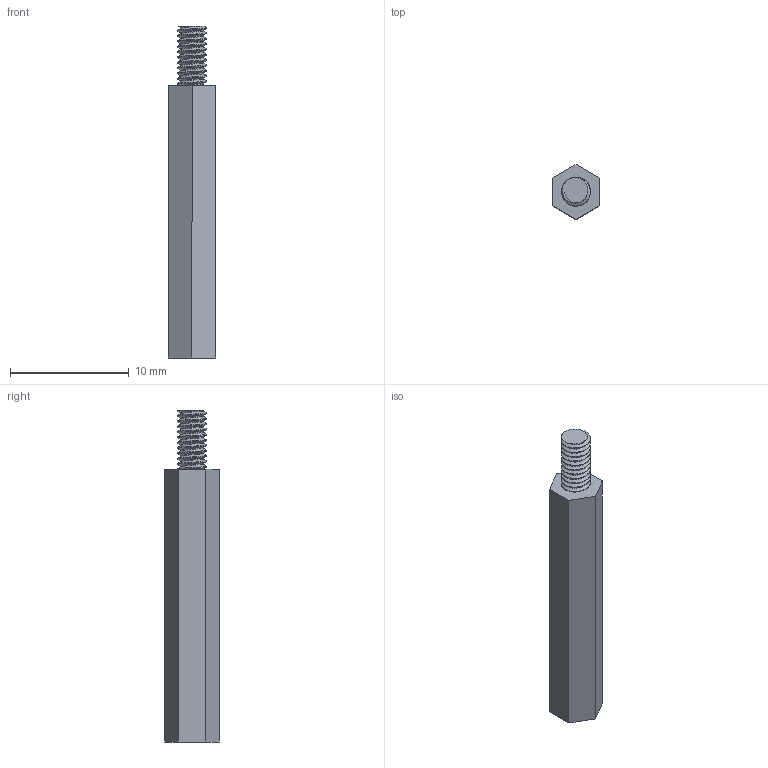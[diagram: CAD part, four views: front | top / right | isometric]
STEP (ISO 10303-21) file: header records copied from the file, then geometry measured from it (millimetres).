
FILE_DESCRIPTION(/* description */ ('','CAx-IF Rec.Pracs.---Representation and Presentation of Product Manufacturing Information (PMI)---4.0---2014-10-13'),/* implementation_level */ '2;1');
FILE_NAME(/* name */ 'Distanzhalter M2.5 x 23 mm.step',/* time_stamp */ '2025-03-07T10:20:49+01:00',/* author */ (''),/* organization */ (''),/* preprocessor_version */ 'ST-DEVELOPER v20',/* originating_system */ 'Autodesk Translation Framework v13.20.0.188',/* authorisation */ '');
FILE_SCHEMA (('AP242_MANAGED_MODEL_BASED_3D_ENGINEERING_MIM_LF { 1 0 10303 442 1 1 4 }'));
Length unit declared in the file: millimetre
Products named in the file (1): Distanzhalter M2.5 x 23 mm
Bounding box: 4 x 4.62 x 28 mm (x, y, z)
Volume: 308.4 mm3; surface area: 486.3 mm2
Topology: 1 solids, 1 shells, 71 faces, 201 edges, 134 vertices
Faces by surface type: cylinder 57, plane 10, bspline 4
Full cylindrical faces by diameter (mm): 1.917 x4, 2.075 x7, 2.43 x6, 2.58 x4
Entity records: 5748 total; most frequent: CARTESIAN_POINT 4115, ORIENTED_EDGE 402, DIRECTION 223, EDGE_CURVE 201, VERTEX_POINT 134, B_SPLINE_CURVE_WITH_KNOTS 122, AXIS2_PLACEMENT_3D 76, EDGE_LOOP 73
